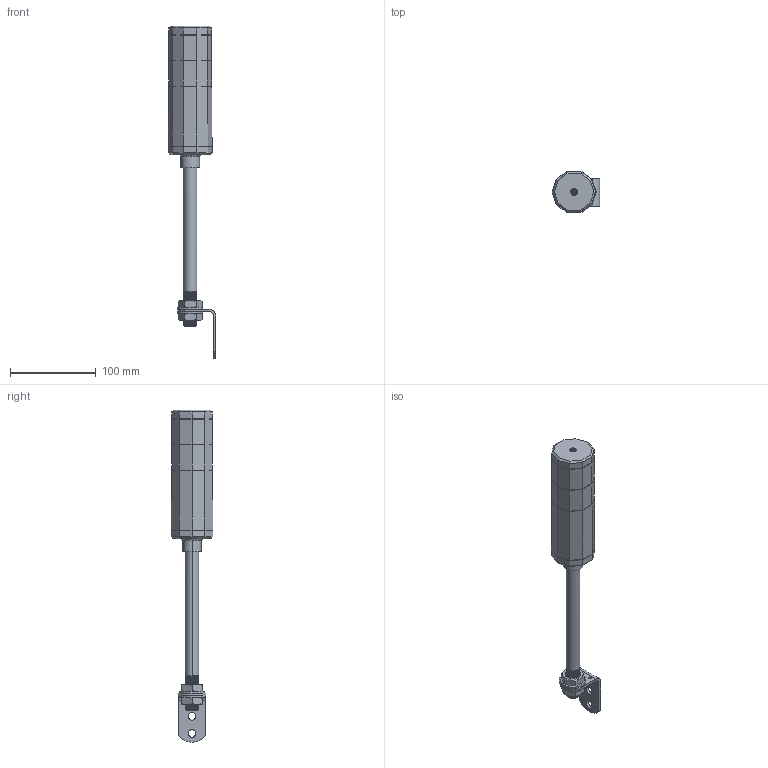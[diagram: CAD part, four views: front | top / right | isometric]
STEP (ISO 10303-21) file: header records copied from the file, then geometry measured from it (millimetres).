
FILE_DESCRIPTION((''),'2;1');
FILE_NAME('NLA50DC-2B2D SERIES.stp','2023-12-13T16:33:10',(''),(''),'Mechanical Desktop 2011','Mechanical Desktop 2011',', , ');
FILE_SCHEMA(('CONFIG_CONTROL_DESIGN'));
Length unit declared in the file: millimetre
Products named in the file (1): Product
Bounding box: 55.61 x 48.71 x 386.93 mm (x, y, z)
Volume: 310676.2 mm3; surface area: 74701.2 mm2
Topology: 19 solids, 19 shells, 396 faces, 1005 edges, 653 vertices
Faces by surface type: plane 224, cylinder 98, bspline 36, cone 26, torus 6, sphere 6
Entity records: 17956 total; most frequent: CARTESIAN_POINT 8576, ORIENTED_EDGE 2010, DIRECTION 1782, EDGE_CURVE 1005, VERTEX_POINT 653, VECTOR 604, LINE 604, AXIS2_PLACEMENT_3D 589
